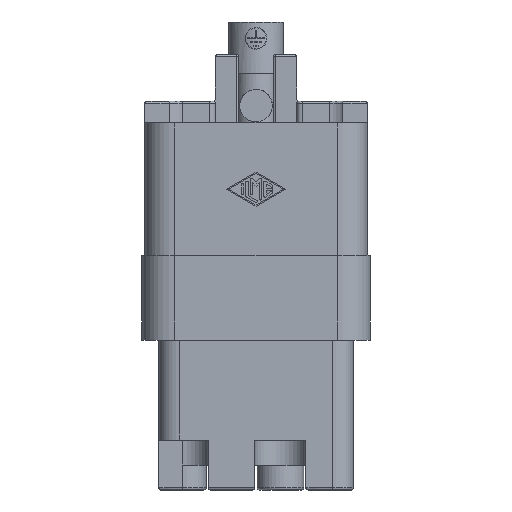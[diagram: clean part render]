
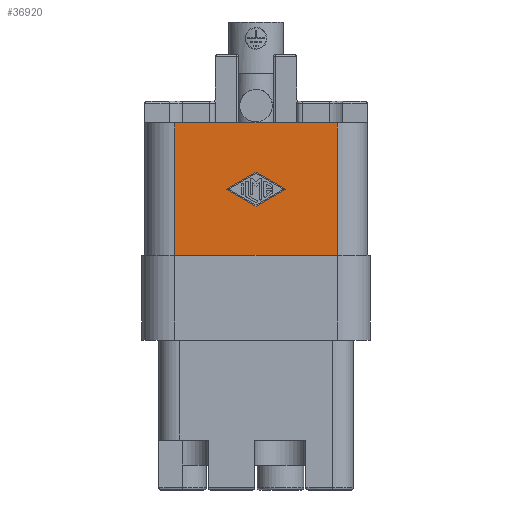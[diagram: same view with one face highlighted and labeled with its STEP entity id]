
A CAD part, front view. The second image highlights one B-rep face of the part: STEP entity #36920.
In plain terms, the highlighted planar face has unit normal (0, -1, 0).
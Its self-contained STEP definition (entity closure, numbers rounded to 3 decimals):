
#18740=CARTESIAN_POINT('',(82.038,29.249,-32.5));
#18750=VERTEX_POINT('',#18740);
#18800=CARTESIAN_POINT('',(82.038,29.249,-34.5));
#18810=DIRECTION('',(0.,0.,1.));
#18820=VECTOR('',#18810,1.);
#18830=LINE('',#18800,#18820);
#18840=CARTESIAN_POINT('',(82.038,29.249,-20.3));
#18850=VERTEX_POINT('',#18840);
#18860=EDGE_CURVE('',#18750,#18850,#18830,.T.);
#36280=CARTESIAN_POINT('',(67.038,29.249,-34.5));
#36290=DIRECTION('',(0.,1.,0.));
#36300=DIRECTION('',(-1.,0.,0.));
#36310=AXIS2_PLACEMENT_3D('',#36280,#36290,#36300);
#36320=PLANE('',#36310);
#36330=CARTESIAN_POINT('',(0.,29.249,-32.5));
#36340=DIRECTION('',(1.,0.,0.));
#36350=VECTOR('',#36340,1.);
#36360=LINE('',#36330,#36350);
#36370=CARTESIAN_POINT('',(67.038,29.249,-32.5));
#36380=VERTEX_POINT('',#36370);
#36390=EDGE_CURVE('',#36380,#18750,#36360,.T.);
#36400=ORIENTED_EDGE('',*,*,#36390,.T.);
#36410=CARTESIAN_POINT('',(67.038,29.249,-34.5));
#36420=DIRECTION('',(0.,0.,1.));
#36430=VECTOR('',#36420,1.);
#36440=LINE('',#36410,#36430);
#36450=CARTESIAN_POINT('',(67.038,29.249,-20.3));
#36460=VERTEX_POINT('',#36450);
#36470=EDGE_CURVE('',#36380,#36460,#36440,.T.);
#36480=ORIENTED_EDGE('',*,*,#36470,.F.);
#36490=CARTESIAN_POINT('',(23.831,29.249,-20.3));
#36500=DIRECTION('',(1.,0.,0.));
#36510=VECTOR('',#36500,1.);
#36520=LINE('',#36490,#36510);
#36530=EDGE_CURVE('',#36460,#18850,#36520,.T.);
#36540=ORIENTED_EDGE('',*,*,#36530,.F.);
#36550=ORIENTED_EDGE('',*,*,#18860,.T.);
#36560=EDGE_LOOP('',(#36550,#36540,#36480,#36400));
#36570=FACE_OUTER_BOUND('',#36560,.T.);
#36580=CARTESIAN_POINT('',(0.,29.249,-70.945));
#36590=DIRECTION('',(-0.866,0.,-0.5));
#36600=VECTOR('',#36590,1.);
#36610=LINE('',#36580,#36600);
#36620=CARTESIAN_POINT('',(77.246,29.249,-26.4));
#36630=VERTEX_POINT('',#36620);
#36640=CARTESIAN_POINT('',(74.538,29.249,
-27.962));
#36650=VERTEX_POINT('',#36640);
#36660=EDGE_CURVE('',#36630,#36650,#36610,.T.);
#36670=ORIENTED_EDGE('',*,*,#36660,.T.);
#36680=CARTESIAN_POINT('',(0.,29.249,18.145));
#36690=DIRECTION('',(0.866,0.,-0.5));
#36700=VECTOR('',#36690,1.);
#36710=LINE('',#36680,#36700);
#36720=CARTESIAN_POINT('',(74.538,29.249,
-24.838));
#36730=VERTEX_POINT('',#36720);
#36740=EDGE_CURVE('',#36730,#36630,#36710,.T.);
#36750=ORIENTED_EDGE('',*,*,#36740,.T.);
#36760=CARTESIAN_POINT('',(0.,29.249,-67.822));
#36770=DIRECTION('',(0.866,0.,0.5));
#36780=VECTOR('',#36770,1.);
#36790=LINE('',#36760,#36780);
#36800=CARTESIAN_POINT('',(71.829,29.249,-26.4));
#36810=VERTEX_POINT('',#36800);
#36820=EDGE_CURVE('',#36810,#36730,#36790,.T.);
#36830=ORIENTED_EDGE('',*,*,#36820,.T.);
#36840=CARTESIAN_POINT('',(0.,29.249,15.022));
#36850=DIRECTION('',(-0.866,0.,0.5));
#36860=VECTOR('',#36850,1.);
#36870=LINE('',#36840,#36860);
#36880=EDGE_CURVE('',#36650,#36810,#36870,.T.);
#36890=ORIENTED_EDGE('',*,*,#36880,.T.);
#36900=EDGE_LOOP('',(#36890,#36830,#36750,#36670));
#36910=FACE_BOUND('',#36900,.T.);
#36920=ADVANCED_FACE('',(#36570,#36910),#36320,.F.);
